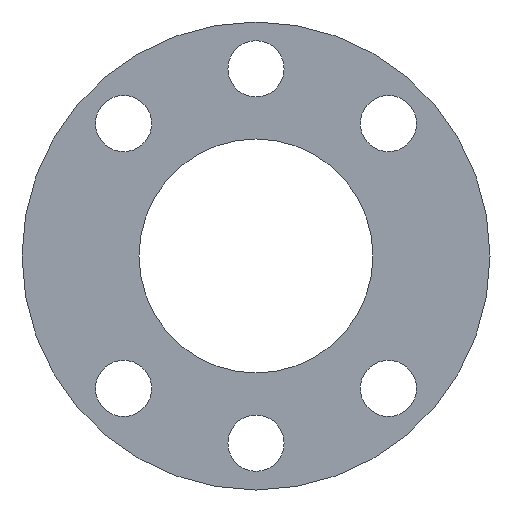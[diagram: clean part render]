
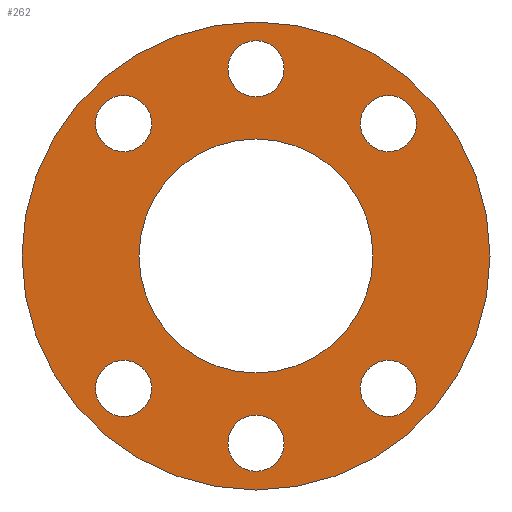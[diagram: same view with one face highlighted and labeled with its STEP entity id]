
A CAD part, left-side view. The second image highlights one B-rep face of the part: STEP entity #262.
In plain terms, the highlighted planar face has unit normal (-1, 0, 0).
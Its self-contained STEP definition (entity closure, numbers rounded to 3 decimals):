
#22=FACE_BOUND('',#55,.T.);
#23=FACE_BOUND('',#56,.T.);
#24=FACE_BOUND('',#57,.T.);
#25=FACE_BOUND('',#58,.T.);
#26=FACE_BOUND('',#59,.T.);
#27=FACE_BOUND('',#60,.T.);
#28=FACE_BOUND('',#61,.T.);
#30=PLANE('',#313);
#36=FACE_OUTER_BOUND('',#54,.T.);
#54=EDGE_LOOP('',(#204));
#55=EDGE_LOOP('',(#205));
#56=EDGE_LOOP('',(#206));
#57=EDGE_LOOP('',(#207));
#58=EDGE_LOOP('',(#208));
#59=EDGE_LOOP('',(#209));
#60=EDGE_LOOP('',(#210));
#61=EDGE_LOOP('',(#211));
#87=CIRCLE('',#291,12.5);
#90=CIRCLE('',#295,3.);
#104=CIRCLE('',#312,25.);
#105=CIRCLE('',#314,3.);
#106=CIRCLE('',#315,3.);
#107=CIRCLE('',#316,3.);
#108=CIRCLE('',#317,3.);
#109=CIRCLE('',#318,3.);
#112=VERTEX_POINT('',#413);
#115=VERTEX_POINT('',#421);
#129=VERTEX_POINT('',#454);
#130=VERTEX_POINT('',#458);
#131=VERTEX_POINT('',#460);
#132=VERTEX_POINT('',#462);
#133=VERTEX_POINT('',#464);
#134=VERTEX_POINT('',#466);
#138=EDGE_CURVE('',#112,#112,#87,.T.);
#142=EDGE_CURVE('',#115,#115,#90,.T.);
#158=EDGE_CURVE('',#129,#129,#104,.T.);
#159=EDGE_CURVE('',#130,#130,#105,.T.);
#160=EDGE_CURVE('',#131,#131,#106,.T.);
#161=EDGE_CURVE('',#132,#132,#107,.T.);
#162=EDGE_CURVE('',#133,#133,#108,.T.);
#163=EDGE_CURVE('',#134,#134,#109,.T.);
#204=ORIENTED_EDGE('',*,*,#158,.T.);
#205=ORIENTED_EDGE('',*,*,#142,.T.);
#206=ORIENTED_EDGE('',*,*,#138,.T.);
#207=ORIENTED_EDGE('',*,*,#159,.T.);
#208=ORIENTED_EDGE('',*,*,#160,.T.);
#209=ORIENTED_EDGE('',*,*,#161,.T.);
#210=ORIENTED_EDGE('',*,*,#162,.T.);
#211=ORIENTED_EDGE('',*,*,#163,.T.);
#262=ADVANCED_FACE('',(#36,#22,#23,#24,#25,#26,#27,#28),#30,.F.);
#291=AXIS2_PLACEMENT_3D('',#415,#333,#334);
#295=AXIS2_PLACEMENT_3D('',#423,#342,#343);
#312=AXIS2_PLACEMENT_3D('',#456,#378,#379);
#313=AXIS2_PLACEMENT_3D('',#457,#380,#381);
#314=AXIS2_PLACEMENT_3D('',#459,#382,#383);
#315=AXIS2_PLACEMENT_3D('',#461,#384,#385);
#316=AXIS2_PLACEMENT_3D('',#463,#386,#387);
#317=AXIS2_PLACEMENT_3D('',#465,#388,#389);
#318=AXIS2_PLACEMENT_3D('',#467,#390,#391);
#333=DIRECTION('center_axis',(1.,0.,0.));
#334=DIRECTION('ref_axis',(0.,0.,1.));
#342=DIRECTION('center_axis',(1.,0.,0.));
#343=DIRECTION('ref_axis',(0.,0.,1.));
#378=DIRECTION('center_axis',(-1.,0.,0.));
#379=DIRECTION('ref_axis',(0.,0.,-1.));
#380=DIRECTION('center_axis',(1.,0.,0.));
#381=DIRECTION('ref_axis',(0.,0.,-1.));
#382=DIRECTION('center_axis',(1.,0.,0.));
#383=DIRECTION('ref_axis',(0.,0.,-1.));
#384=DIRECTION('center_axis',(1.,0.,0.));
#385=DIRECTION('ref_axis',(0.,0.,-1.));
#386=DIRECTION('center_axis',(1.,0.,0.));
#387=DIRECTION('ref_axis',(0.,0.,-1.));
#388=DIRECTION('center_axis',(1.,0.,0.));
#389=DIRECTION('ref_axis',(0.,0.,-1.));
#390=DIRECTION('center_axis',(1.,0.,0.));
#391=DIRECTION('ref_axis',(0.,0.,-1.));
#413=CARTESIAN_POINT('',(1038.8,0.,1332.5));
#415=CARTESIAN_POINT('Origin',(1038.8,0.,1320.));
#421=CARTESIAN_POINT('',(1038.8,0.,1343.));
#423=CARTESIAN_POINT('Origin',(1038.8,0.,1340.));
#454=CARTESIAN_POINT('',(1038.8,0.,1295.));
#456=CARTESIAN_POINT('Origin',(1038.8,0.,1320.));
#457=CARTESIAN_POINT('Origin',(1038.8,0.,1320.));
#458=CARTESIAN_POINT('',(1038.8,-14.142,1302.858));
#459=CARTESIAN_POINT('Origin',(1038.8,-14.142,1305.858));
#460=CARTESIAN_POINT('',(1038.8,0.,1297.));
#461=CARTESIAN_POINT('Origin',(1038.8,0.,1300.));
#462=CARTESIAN_POINT('',(1038.8,14.142,1302.858));
#463=CARTESIAN_POINT('Origin',(1038.8,14.142,1305.858));
#464=CARTESIAN_POINT('',(1038.8,14.142,1331.142));
#465=CARTESIAN_POINT('Origin',(1038.8,14.142,1334.142));
#466=CARTESIAN_POINT('',(1038.8,-14.142,1331.142));
#467=CARTESIAN_POINT('Origin',(1038.8,-14.142,1334.142));
